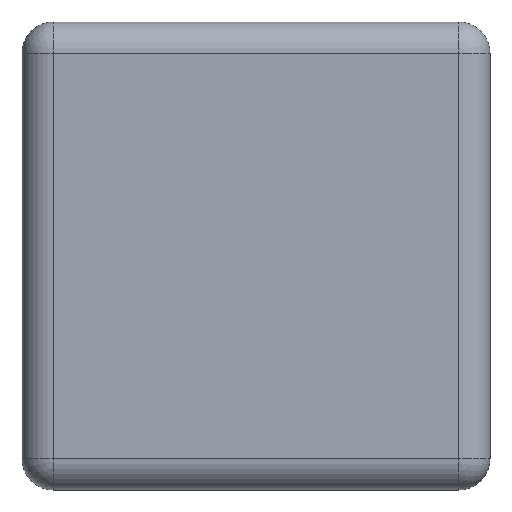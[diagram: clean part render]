
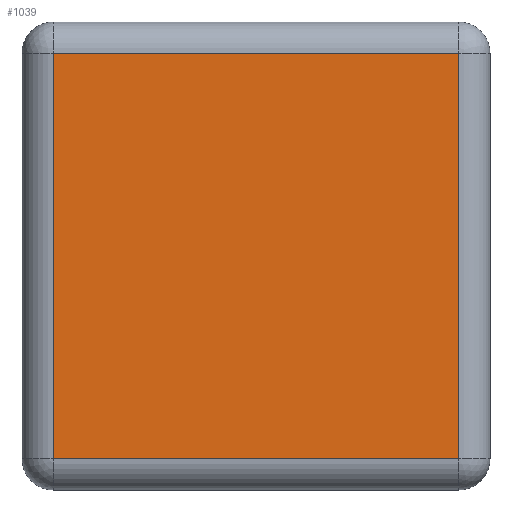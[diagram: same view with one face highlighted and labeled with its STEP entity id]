
A CAD part, front view. The second image highlights one B-rep face of the part: STEP entity #1039.
In plain terms, the highlighted planar face has unit normal (0, -1, 0).
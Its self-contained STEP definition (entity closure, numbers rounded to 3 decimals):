
#567=CARTESIAN_POINT('',(-2.0,0.0,2.0));
#568=VERTEX_POINT('',#567);
#613=CARTESIAN_POINT('',(-28.0,0.0,2.0));
#614=VERTEX_POINT('',#613);
#645=CARTESIAN_POINT('',(-2.0,0.0,2.0));
#646=DIRECTION('',(-1.0,0.0,0.0));
#647=VECTOR('',#646,26.0);
#648=LINE('',#645,#647);
#649=EDGE_CURVE('',#568,#614,#648,.T.);
#670=CARTESIAN_POINT('',(-2.0,0.0,28.0));
#671=VERTEX_POINT('',#670);
#705=CARTESIAN_POINT('',(-28.0,0.0,28.0));
#706=VERTEX_POINT('',#705);
#737=CARTESIAN_POINT('',(-28.0,0.0,2.0));
#738=DIRECTION('',(0.0,0.0,1.0));
#739=VECTOR('',#738,26.0);
#740=LINE('',#737,#739);
#741=EDGE_CURVE('',#614,#706,#740,.T.);
#759=CARTESIAN_POINT('',(-28.0,0.0,28.0));
#760=DIRECTION('',(1.0,0.0,0.0));
#761=VECTOR('',#760,26.0);
#762=LINE('',#759,#761);
#763=EDGE_CURVE('',#706,#671,#762,.T.);
#813=CARTESIAN_POINT('',(-2.0,0.0,28.0));
#814=DIRECTION('',(0.0,0.0,-1.0));
#815=VECTOR('',#814,26.0);
#816=LINE('',#813,#815);
#817=EDGE_CURVE('',#671,#568,#816,.T.);
#1028=CARTESIAN_POINT('',(-15.0,0.0,15.0));
#1029=DIRECTION('',(0.0,1.0,0.0));
#1030=DIRECTION('',(0.0,0.0,1.0));
#1031=AXIS2_PLACEMENT_3D('',#1028,#1029,#1030);
#1032=PLANE('',#1031);
#1033=ORIENTED_EDGE('',*,*,#649,.F.);
#1034=ORIENTED_EDGE('',*,*,#817,.F.);
#1035=ORIENTED_EDGE('',*,*,#763,.F.);
#1036=ORIENTED_EDGE('',*,*,#741,.F.);
#1037=EDGE_LOOP('',(#1033,#1034,#1035,#1036));
#1038=FACE_OUTER_BOUND('',#1037,.T.);
#1039=ADVANCED_FACE('',(#1038),#1032,.F.);
